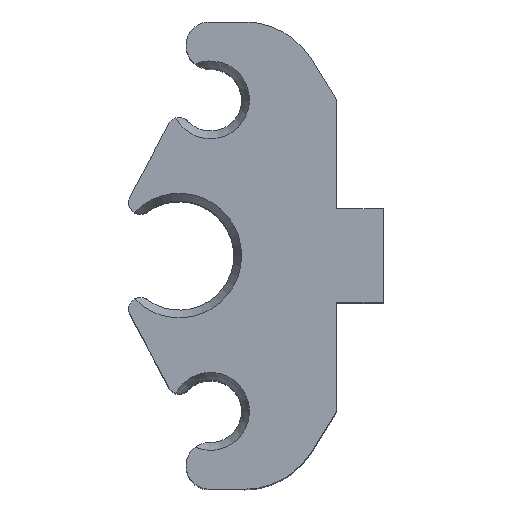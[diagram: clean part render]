
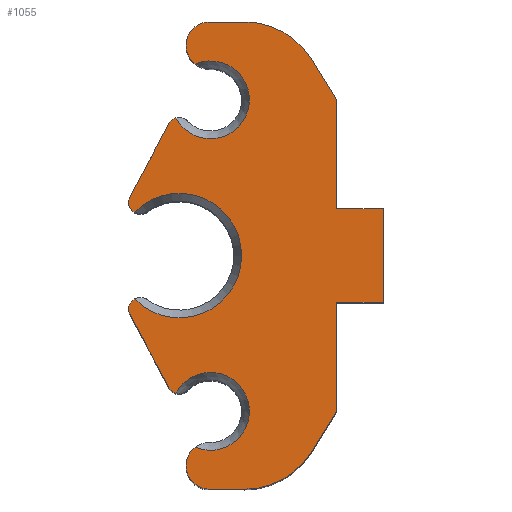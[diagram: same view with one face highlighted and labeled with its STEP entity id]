
A CAD part, top view. The second image highlights one B-rep face of the part: STEP entity #1055.
In plain terms, the highlighted planar face has unit normal (0, 0, 1).
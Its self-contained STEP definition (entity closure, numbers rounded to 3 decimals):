
#56=PLANE('',#1140);
#112=FACE_OUTER_BOUND('',#171,.T.);
#171=EDGE_LOOP('',(#955,#956,#957,#958,#959,#960,#961,#962,#963,#964,#965,
#966,#967,#968,#969,#970,#971,#972,#973,#974,#975,#976));
#176=CIRCLE('',#1076,1.5);
#178=CIRCLE('',#1082,0.75);
#185=CIRCLE('',#1094,0.75);
#189=CIRCLE('',#1101,0.75);
#190=CIRCLE('',#1103,4.);
#191=CIRCLE('',#1105,1.5);
#194=CIRCLE('',#1110,2.5);
#195=CIRCLE('',#1112,0.75);
#198=CIRCLE('',#1117,2.5);
#202=CIRCLE('',#1137,5.);
#204=CIRCLE('',#1141,5.);
#210=LINE('',#1601,#291);
#231=LINE('',#2318,#312);
#244=LINE('',#2482,#325);
#252=LINE('',#2501,#333);
#257=LINE('',#2512,#338);
#268=LINE('',#2532,#349);
#269=LINE('',#2535,#350);
#270=LINE('',#2537,#351);
#278=LINE('',#2557,#359);
#281=LINE('',#2563,#362);
#284=LINE('',#2574,#365);
#291=VECTOR('',#1167,10.);
#312=VECTOR('',#1190,10.);
#325=VECTOR('',#1279,10.);
#333=VECTOR('',#1291,10.);
#338=VECTOR('',#1300,10.);
#349=VECTOR('',#1319,10.);
#350=VECTOR('',#1322,10.);
#351=VECTOR('',#1323,10.);
#359=VECTOR('',#1343,10.);
#362=VECTOR('',#1348,10.);
#365=VECTOR('',#1363,10.);
#430=VERTEX_POINT('',#1536);
#435=VERTEX_POINT('',#1563);
#441=VERTEX_POINT('',#1599);
#442=VERTEX_POINT('',#1600);
#459=VERTEX_POINT('',#2316);
#460=VERTEX_POINT('',#2317);
#463=VERTEX_POINT('',#2325);
#468=VERTEX_POINT('',#2373);
#475=VERTEX_POINT('',#2420);
#477=VERTEX_POINT('',#2436);
#478=VERTEX_POINT('',#2447);
#481=VERTEX_POINT('',#2459);
#483=VERTEX_POINT('',#2479);
#491=VERTEX_POINT('',#2498);
#492=VERTEX_POINT('',#2500);
#495=VERTEX_POINT('',#2510);
#496=VERTEX_POINT('',#2511);
#502=VERTEX_POINT('',#2534);
#503=VERTEX_POINT('',#2536);
#509=VERTEX_POINT('',#2556);
#510=VERTEX_POINT('',#2560);
#513=VERTEX_POINT('',#2573);
#538=EDGE_CURVE('',#435,#430,#176,.T.);
#544=EDGE_CURVE('',#441,#442,#210,.T.);
#580=EDGE_CURVE('',#459,#460,#231,.T.);
#585=EDGE_CURVE('',#463,#459,#178,.T.);
#599=EDGE_CURVE('',#460,#468,#185,.T.);
#606=EDGE_CURVE('',#442,#475,#189,.T.);
#607=EDGE_CURVE('',#475,#463,#190,.T.);
#609=EDGE_CURVE('',#477,#478,#191,.T.);
#614=EDGE_CURVE('',#468,#477,#194,.T.);
#616=EDGE_CURVE('',#481,#441,#195,.T.);
#620=EDGE_CURVE('',#430,#481,#198,.T.);
#623=EDGE_CURVE('',#478,#483,#244,.T.);
#631=EDGE_CURVE('',#492,#491,#252,.T.);
#636=EDGE_CURVE('',#495,#496,#257,.T.);
#647=EDGE_CURVE('',#492,#496,#268,.T.);
#648=EDGE_CURVE('',#502,#491,#269,.T.);
#649=EDGE_CURVE('',#495,#503,#270,.T.);
#659=EDGE_CURVE('',#503,#509,#278,.T.);
#662=EDGE_CURVE('',#510,#435,#281,.T.);
#665=EDGE_CURVE('',#509,#510,#202,.T.);
#668=EDGE_CURVE('',#502,#513,#284,.T.);
#669=EDGE_CURVE('',#483,#513,#204,.T.);
#955=ORIENTED_EDGE('',*,*,#659,.F.);
#956=ORIENTED_EDGE('',*,*,#649,.F.);
#957=ORIENTED_EDGE('',*,*,#636,.T.);
#958=ORIENTED_EDGE('',*,*,#647,.F.);
#959=ORIENTED_EDGE('',*,*,#631,.T.);
#960=ORIENTED_EDGE('',*,*,#648,.F.);
#961=ORIENTED_EDGE('',*,*,#668,.T.);
#962=ORIENTED_EDGE('',*,*,#669,.F.);
#963=ORIENTED_EDGE('',*,*,#623,.F.);
#964=ORIENTED_EDGE('',*,*,#609,.F.);
#965=ORIENTED_EDGE('',*,*,#614,.F.);
#966=ORIENTED_EDGE('',*,*,#599,.F.);
#967=ORIENTED_EDGE('',*,*,#580,.F.);
#968=ORIENTED_EDGE('',*,*,#585,.F.);
#969=ORIENTED_EDGE('',*,*,#607,.F.);
#970=ORIENTED_EDGE('',*,*,#606,.F.);
#971=ORIENTED_EDGE('',*,*,#544,.F.);
#972=ORIENTED_EDGE('',*,*,#616,.F.);
#973=ORIENTED_EDGE('',*,*,#620,.F.);
#974=ORIENTED_EDGE('',*,*,#538,.F.);
#975=ORIENTED_EDGE('',*,*,#662,.F.);
#976=ORIENTED_EDGE('',*,*,#665,.F.);
#1055=ADVANCED_FACE('',(#112),#56,.T.);
#1076=AXIS2_PLACEMENT_3D('',#1565,#1157,#1158);
#1082=AXIS2_PLACEMENT_3D('',#2336,#1196,#1197);
#1094=AXIS2_PLACEMENT_3D('',#2399,#1223,#1224);
#1101=AXIS2_PLACEMENT_3D('',#2431,#1238,#1239);
#1103=AXIS2_PLACEMENT_3D('',#2433,#1242,#1243);
#1105=AXIS2_PLACEMENT_3D('',#2448,#1246,#1247);
#1110=AXIS2_PLACEMENT_3D('',#2456,#1258,#1259);
#1112=AXIS2_PLACEMENT_3D('',#2470,#1262,#1263);
#1117=AXIS2_PLACEMENT_3D('',#2476,#1273,#1274);
#1137=AXIS2_PLACEMENT_3D('',#2567,#1354,#1355);
#1140=AXIS2_PLACEMENT_3D('',#2572,#1361,#1362);
#1141=AXIS2_PLACEMENT_3D('',#2575,#1364,#1365);
#1157=DIRECTION('center_axis',(0.,0.,
-1.));
#1158=DIRECTION('ref_axis',(0.,1.,0.));
#1167=DIRECTION('',(-0.47,0.882,0.));
#1190=DIRECTION('',(0.47,0.882,0.));
#1196=DIRECTION('center_axis',(0.,0.,
-1.));
#1197=DIRECTION('ref_axis',(0.,1.,0.));
#1223=DIRECTION('center_axis',(0.,0.,
-1.));
#1224=DIRECTION('ref_axis',(0.,1.,0.));
#1238=DIRECTION('center_axis',(0.,0.,
-1.));
#1239=DIRECTION('ref_axis',(0.,1.,0.));
#1242=DIRECTION('center_axis',(0.,0.,
1.));
#1243=DIRECTION('ref_axis',(0.588,0.809,0.));
#1246=DIRECTION('center_axis',(0.,0.,
-1.));
#1247=DIRECTION('ref_axis',(0.,1.,0.));
#1258=DIRECTION('center_axis',(0.,0.,
1.));
#1259=DIRECTION('ref_axis',(0.729,0.685,0.));
#1262=DIRECTION('center_axis',(0.,0.,
-1.));
#1263=DIRECTION('ref_axis',(0.,1.,0.));
#1273=DIRECTION('center_axis',(0.,0.,
1.));
#1274=DIRECTION('ref_axis',(0.02,1.,0.));
#1279=DIRECTION('',(1.,0.,0.));
#1291=DIRECTION('',(-1.,0.,0.));
#1300=DIRECTION('',(1.,0.,0.));
#1319=DIRECTION('',(0.,-1.,0.));
#1322=DIRECTION('',(0.,-1.,0.));
#1323=DIRECTION('',(0.,-1.,0.));
#1343=DIRECTION('',(-0.527,-0.85,0.));
#1348=DIRECTION('',(-1.,0.,0.));
#1354=DIRECTION('center_axis',(0.,0.,
-1.));
#1355=DIRECTION('ref_axis',(0.486,-0.874,0.));
#1361=DIRECTION('center_axis',(0.,0.,
1.));
#1362=DIRECTION('ref_axis',(0.,1.,0.));
#1363=DIRECTION('',(-0.527,0.85,0.));
#1364=DIRECTION('center_axis',(0.,0.,
-1.));
#1365=DIRECTION('ref_axis',(0.486,0.874,0.));
#1536=CARTESIAN_POINT('',(-26.075,-12.303,39.6));
#1563=CARTESIAN_POINT('',(-25.171,-15.,39.6));
#1565=CARTESIAN_POINT('Origin',(-25.171,-13.5,39.6));
#1599=CARTESIAN_POINT('',(-27.767,-8.471,39.6));
#1600=CARTESIAN_POINT('',(-30.262,-3.79,39.6));
#1601=CARTESIAN_POINT('',(-29.014,-6.13,39.6));
#2316=CARTESIAN_POINT('',(-30.262,3.79,39.6));
#2317=CARTESIAN_POINT('',(-27.767,8.471,39.6));
#2318=CARTESIAN_POINT('',(-31.689,1.113,39.6));
#2325=CARTESIAN_POINT('',(-29.971,2.785,39.6));
#2336=CARTESIAN_POINT('Origin',(-29.6,3.437,39.6));
#2373=CARTESIAN_POINT('',(-27.314,8.839,39.6));
#2399=CARTESIAN_POINT('Origin',(-27.105,8.118,39.6));
#2420=CARTESIAN_POINT('',(-29.971,-2.785,39.6));
#2431=CARTESIAN_POINT('Origin',(-29.6,-3.437,39.6));
#2433=CARTESIAN_POINT('Origin',(-27.1,0.,
39.6));
#2436=CARTESIAN_POINT('',(-26.075,12.303,39.6));
#2447=CARTESIAN_POINT('',(-25.171,15.,39.6));
#2448=CARTESIAN_POINT('Origin',(-25.171,13.5,39.6));
#2456=CARTESIAN_POINT('Origin',(-25.1,10.001,39.6));
#2459=CARTESIAN_POINT('',(-27.314,-8.839,39.6));
#2470=CARTESIAN_POINT('Origin',(-27.105,-8.118,39.6));
#2476=CARTESIAN_POINT('Origin',(-25.1,-10.001,39.6));
#2479=CARTESIAN_POINT('',(-22.883,15.,39.6));
#2482=CARTESIAN_POINT('',(-23.85,15.,39.6));
#2498=CARTESIAN_POINT('',(-17.,3.,39.6));
#2500=CARTESIAN_POINT('',(-14.,3.,39.6));
#2501=CARTESIAN_POINT('',(-24.3,3.,39.6));
#2510=CARTESIAN_POINT('',(-17.,-3.,39.6));
#2511=CARTESIAN_POINT('',(-14.,-3.,39.6));
#2512=CARTESIAN_POINT('',(-24.3,-3.,39.6));
#2532=CARTESIAN_POINT('',(-14.,-1.719,39.6));
#2534=CARTESIAN_POINT('',(-17.,10.,39.6));
#2535=CARTESIAN_POINT('',(-17.,-1.719,39.6));
#2536=CARTESIAN_POINT('',(-17.,-10.,39.6));
#2537=CARTESIAN_POINT('',(-17.,-1.719,39.6));
#2556=CARTESIAN_POINT('',(-18.634,-12.635,39.6));
#2557=CARTESIAN_POINT('',(-17.28,-10.451,39.6));
#2560=CARTESIAN_POINT('',(-22.883,-15.,39.6));
#2563=CARTESIAN_POINT('',(-23.85,-15.,39.6));
#2567=CARTESIAN_POINT('Origin',(-22.883,-10.,39.6));
#2572=CARTESIAN_POINT('Origin',(-29.6,-3.437,39.6));
#2573=CARTESIAN_POINT('',(-18.634,12.635,39.6));
#2574=CARTESIAN_POINT('',(-17.291,10.468,39.6));
#2575=CARTESIAN_POINT('Origin',(-22.883,10.,39.6));
